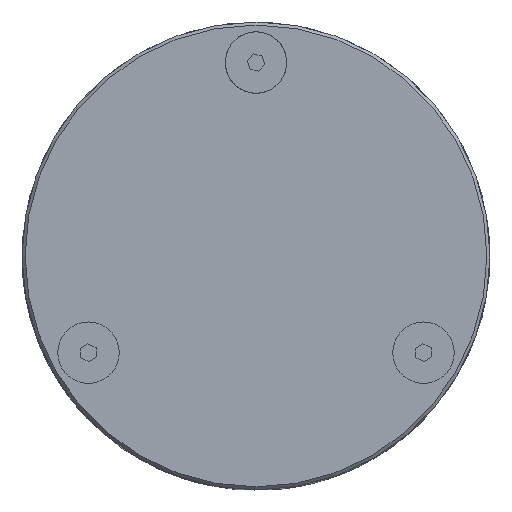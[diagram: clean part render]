
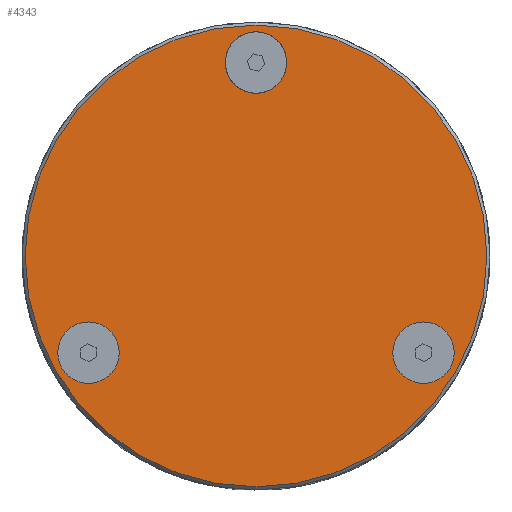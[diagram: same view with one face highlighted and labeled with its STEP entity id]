
A CAD part, top view. The second image highlights one B-rep face of the part: STEP entity #4343.
In plain terms, the highlighted planar face has unit normal (0, 0, 1).
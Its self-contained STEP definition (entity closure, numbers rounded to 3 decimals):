
#56 = DIRECTION ( 'NONE',  ( 0., 0., 1. ) ) ;
#156 = CARTESIAN_POINT ( 'NONE',  ( -13.638, -7.874, 2.032 ) ) ;
#423 = DIRECTION ( 'NONE',  ( 1., 0., 0. ) ) ;
#591 = AXIS2_PLACEMENT_3D ( 'NONE', #1171, #3004, #4044 ) ;
#606 = CIRCLE ( 'NONE', #4396, 18.796 ) ;
#784 = FACE_BOUND ( 'NONE', #4115, .T. ) ;
#833 = VERTEX_POINT ( 'NONE', #4404 ) ;
#921 = DIRECTION ( 'NONE',  ( 0., 0., 1. ) ) ;
#1001 = AXIS2_PLACEMENT_3D ( 'NONE', #4017, #56, #423 ) ;
#1036 = EDGE_CURVE ( 'NONE', #1312, #1312, #3784, .T. ) ;
#1161 = ORIENTED_EDGE ( 'NONE', *, *, #1036, .F. ) ;
#1171 = CARTESIAN_POINT ( 'NONE',  ( 0., 0., 2.032 ) ) ;
#1312 = VERTEX_POINT ( 'NONE', #4524 ) ;
#1374 = CARTESIAN_POINT ( 'NONE',  ( 18.796, 0., 2.032 ) ) ;
#1626 = DIRECTION ( 'NONE',  ( 1., 0., 0. ) ) ;
#1940 = AXIS2_PLACEMENT_3D ( 'NONE', #3678, #2600, #3323 ) ;
#2280 = EDGE_LOOP ( 'NONE', ( #2565 ) ) ;
#2305 = EDGE_LOOP ( 'NONE', ( #1161 ) ) ;
#2368 = CARTESIAN_POINT ( 'NONE',  ( 16.14, -7.874, 2.032 ) ) ;
#2501 = EDGE_CURVE ( 'NONE', #833, #833, #4690, .T. ) ;
#2502 = VERTEX_POINT ( 'NONE', #1374 ) ;
#2565 = ORIENTED_EDGE ( 'NONE', *, *, #2501, .F. ) ;
#2589 = EDGE_CURVE ( 'NONE', #2502, #2502, #606, .T. ) ;
#2600 = DIRECTION ( 'NONE',  ( 0., 0., 1. ) ) ;
#3004 = DIRECTION ( 'NONE',  ( 0., 0., 1. ) ) ;
#3062 = CARTESIAN_POINT ( 'NONE',  ( 0., 0., 2.032 ) ) ;
#3323 = DIRECTION ( 'NONE',  ( 1., 0., 0. ) ) ;
#3340 = ORIENTED_EDGE ( 'NONE', *, *, #3531, .F. ) ;
#3477 = ORIENTED_EDGE ( 'NONE', *, *, #2589, .T. ) ;
#3531 = EDGE_CURVE ( 'NONE', #3947, #3947, #4314, .T. ) ;
#3566 = AXIS2_PLACEMENT_3D ( 'NONE', #156, #4104, #1626 ) ;
#3678 = CARTESIAN_POINT ( 'NONE',  ( 13.638, -7.874, 2.032 ) ) ;
#3780 = FACE_OUTER_BOUND ( 'NONE', #4257, .T. ) ;
#3784 = CIRCLE ( 'NONE', #1001, 2.502 ) ;
#3947 = VERTEX_POINT ( 'NONE', #2368 ) ;
#4017 = CARTESIAN_POINT ( 'NONE',  ( 0., 15.748, 2.032 ) ) ;
#4044 = DIRECTION ( 'NONE',  ( 1., 0., 0. ) ) ;
#4104 = DIRECTION ( 'NONE',  ( 0., 0., 1. ) ) ;
#4105 = PLANE ( 'NONE',  #591 ) ;
#4115 = EDGE_LOOP ( 'NONE', ( #3340 ) ) ;
#4161 = DIRECTION ( 'NONE',  ( 1., 0., 0. ) ) ;
#4235 = FACE_BOUND ( 'NONE', #2305, .T. ) ;
#4257 = EDGE_LOOP ( 'NONE', ( #3477 ) ) ;
#4314 = CIRCLE ( 'NONE', #1940, 2.502 ) ;
#4343 = ADVANCED_FACE ( 'NONE', ( #3780, #4415, #784, #4235 ), #4105, .T. ) ;
#4396 = AXIS2_PLACEMENT_3D ( 'NONE', #3062, #921, #4161 ) ;
#4404 = CARTESIAN_POINT ( 'NONE',  ( -11.136, -7.874, 2.032 ) ) ;
#4415 = FACE_BOUND ( 'NONE', #2280, .T. ) ;
#4524 = CARTESIAN_POINT ( 'NONE',  ( 2.502, 15.748, 2.032 ) ) ;
#4690 = CIRCLE ( 'NONE', #3566, 2.502 ) ;
